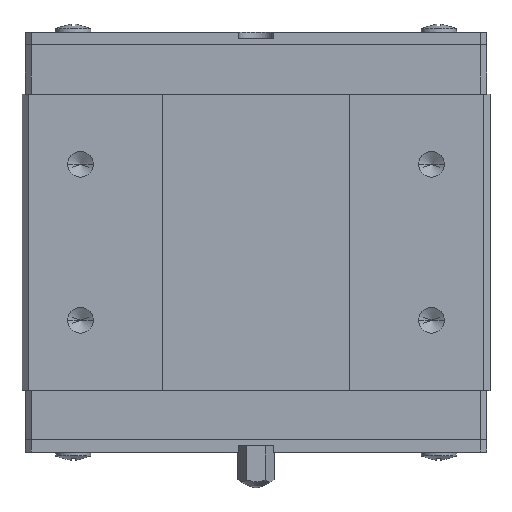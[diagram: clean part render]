
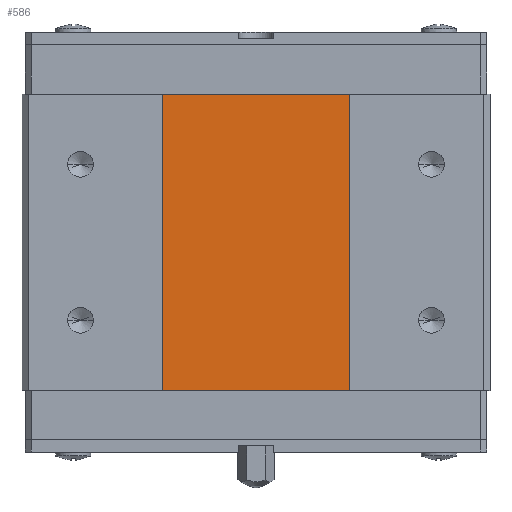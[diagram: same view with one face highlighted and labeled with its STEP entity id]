
A CAD part, top view. The second image highlights one B-rep face of the part: STEP entity #586.
In plain terms, the highlighted planar face has unit normal (0, 0, 1).
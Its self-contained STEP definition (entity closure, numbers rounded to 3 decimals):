
#586=ADVANCED_FACE('',(#1240),#1241,.T.);
#1240=FACE_OUTER_BOUND('',#1985,.T.);
#1241=PLANE('',#1986);
#1985=EDGE_LOOP('',(#3739,#3740,#3741,#3742));
#1986=AXIS2_PLACEMENT_3D('',#3743,#3744,#3745);
#3739=ORIENTED_EDGE('',*,*,#5003,.F.);
#3740=ORIENTED_EDGE('',*,*,#5004,.F.);
#3741=ORIENTED_EDGE('',*,*,#5005,.F.);
#3742=ORIENTED_EDGE('',*,*,#5006,.F.);
#3743=CARTESIAN_POINT('',(0.0,26.901,15.75));
#3744=DIRECTION('',(0.0,0.0,1.0));
#3745=DIRECTION('',(1.0,0.0,0.0));
#5003=EDGE_CURVE('',#6193,#6194,#6195,.T.);
#5004=EDGE_CURVE('',#6196,#6193,#6197,.T.);
#5005=EDGE_CURVE('',#6198,#6196,#6199,.T.);
#5006=EDGE_CURVE('',#6194,#6198,#6200,.T.);
#6193=VERTEX_POINT('',#8335);
#6194=VERTEX_POINT('',#8336);
#6195=LINE('',#8337,#8338);
#6196=VERTEX_POINT('',#8339);
#6197=LINE('',#8340,#8341);
#6198=VERTEX_POINT('',#8342);
#6199=LINE('',#8343,#8344);
#6200=LINE('',#8345,#8346);
#8335=CARTESIAN_POINT('',(12.0,45.901,15.75));
#8336=CARTESIAN_POINT('',(12.0,7.901,15.75));
#8337=CARTESIAN_POINT('',(12.0,26.901,15.75));
#8338=VECTOR('',#9269,1.0);
#8339=CARTESIAN_POINT('',(-12.0,45.901,15.75));
#8340=CARTESIAN_POINT('',(0.,45.901,15.75));
#8341=VECTOR('',#9270,1.0);
#8342=CARTESIAN_POINT('',(-12.0,7.901,15.75));
#8343=CARTESIAN_POINT('',(-12.0,26.901,15.75));
#8344=VECTOR('',#9271,1.0);
#8345=CARTESIAN_POINT('',(0.0,7.901,15.75));
#8346=VECTOR('',#9272,1.0);
#9269=DIRECTION('',(0.0,-1.0,0.0));
#9270=DIRECTION('',(1.0,0.0,-0.0));
#9271=DIRECTION('',(0.0,1.0,0.0));
#9272=DIRECTION('',(-1.0,0.0,0.0));
